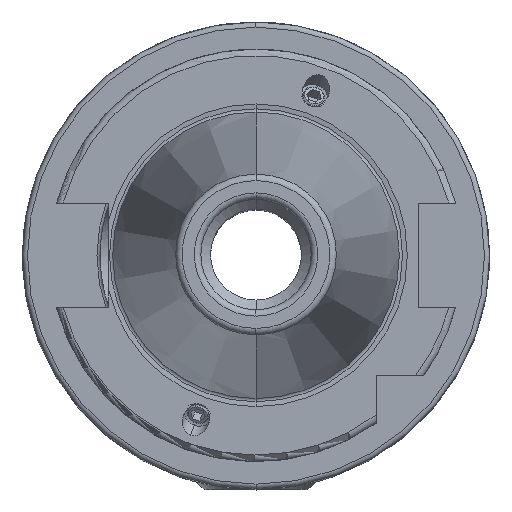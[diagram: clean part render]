
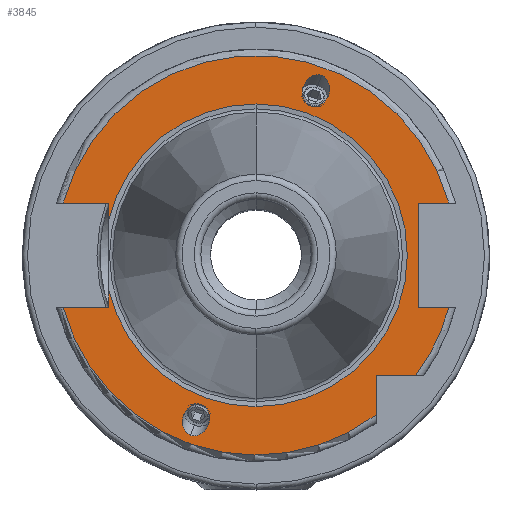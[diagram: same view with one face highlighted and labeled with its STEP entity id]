
A CAD part, top view. The second image highlights one B-rep face of the part: STEP entity #3845.
In plain terms, the highlighted planar face has unit normal (0, 0, 1).
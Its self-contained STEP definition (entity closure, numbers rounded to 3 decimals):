
#499=DIRECTION('',(1,0,0));
#500=VECTOR('',#499,7.004);
#501=CARTESIAN_POINT('',(-29.704,-8.05,18.1));
#502=LINE('',#501,#500);
#503=DIRECTION('',(0,1,0));
#504=VECTOR('',#503,2.753);
#505=CARTESIAN_POINT('',(-22.7,-8.05,18.1));
#506=LINE('',#505,#504);
#507=DIRECTION('',(0,1,0));
#508=VECTOR('',#507,2.753);
#509=CARTESIAN_POINT('',(-22.7,5.297,18.1));
#510=LINE('',#509,#508);
#511=DIRECTION('',(1,0,0));
#512=VECTOR('',#511,7.004);
#513=CARTESIAN_POINT('',(-29.704,8.05,18.1));
#514=LINE('',#513,#512);
#515=DIRECTION('',(-1,0,0));
#516=VECTOR('',#515,4.704);
#517=CARTESIAN_POINT('',(29.704,8.05,18.1));
#518=LINE('',#517,#516);
#519=DIRECTION('',(0,-1,0));
#520=VECTOR('',#519,16.1);
#521=CARTESIAN_POINT('',(25,8.05,18.1));
#522=LINE('',#521,#520);
#523=DIRECTION('',(-1,0,0));
#524=VECTOR('',#523,4.704);
#525=CARTESIAN_POINT('',(29.704,-8.05,18.1));
#526=LINE('',#525,#524);
#527=CARTESIAN_POINT('',(0,0,18.1));
#528=DIRECTION('',(0,0,1));
#529=DIRECTION('',(0.799,-0.601,0));
#530=AXIS2_PLACEMENT_3D('',#527,#528,#529);
#532=DIRECTION('',(-1,0,0));
#533=VECTOR('',#532,6.094);
#534=CARTESIAN_POINT('',(24.594,-18.5,18.1));
#535=LINE('',#534,#533);
#536=DIRECTION('',(0,1,0));
#537=VECTOR('',#536,6.094);
#538=CARTESIAN_POINT('',(18.5,-24.594,18.1));
#539=LINE('',#538,#537);
#540=CARTESIAN_POINT('',(10.09,27.723,18.1));
#541=CARTESIAN_POINT('',(9.863,27.806,18.1));
#542=CARTESIAN_POINT('',(9.337,27.884,18.1));
#543=CARTESIAN_POINT('',(8.455,27.594,18.1));
#544=CARTESIAN_POINT('',(7.834,27.033,18.1));
#545=CARTESIAN_POINT('',(7.483,26.49,18.1));
#546=CARTESIAN_POINT('',(7.298,26.077,18.1));
#547=CARTESIAN_POINT('',(7.174,25.641,18.1));
#548=CARTESIAN_POINT('',(7.094,25.,18.1));
#549=CARTESIAN_POINT('',(7.208,24.17,18.1));
#550=CARTESIAN_POINT('',(7.698,23.381,18.1));
#551=CARTESIAN_POINT('',(8.152,23.103,18.1));
#552=CARTESIAN_POINT('',(8.379,23.02,18.1));
#554=CARTESIAN_POINT('',(8.379,23.02,18.1));
#555=CARTESIAN_POINT('',(8.606,22.937,18.1));
#556=CARTESIAN_POINT('',(9.133,22.859,18.1));
#557=CARTESIAN_POINT('',(10.014,23.149,18.1));
#558=CARTESIAN_POINT('',(10.635,23.711,18.1));
#559=CARTESIAN_POINT('',(10.986,24.253,18.1));
#560=CARTESIAN_POINT('',(11.171,24.667,18.1));
#561=CARTESIAN_POINT('',(11.295,25.103,18.1));
#562=CARTESIAN_POINT('',(11.375,25.744,18.1));
#563=CARTESIAN_POINT('',(11.261,26.573,18.1));
#564=CARTESIAN_POINT('',(10.771,27.362,18.1));
#565=CARTESIAN_POINT('',(10.318,27.641,18.1));
#566=CARTESIAN_POINT('',(10.09,27.723,18.1));
#568=CARTESIAN_POINT('',(-10.09,-27.723,18.1));
#569=CARTESIAN_POINT('',(-10.318,-27.641,18.1));
#570=CARTESIAN_POINT('',(-10.771,-27.362,18.1));
#571=CARTESIAN_POINT('',(-11.261,-26.573,18.1));
#572=CARTESIAN_POINT('',(-11.375,-25.744,18.1));
#573=CARTESIAN_POINT('',(-11.295,-25.103,18.1));
#574=CARTESIAN_POINT('',(-11.171,-24.667,18.1));
#575=CARTESIAN_POINT('',(-10.986,-24.253,18.1));
#576=CARTESIAN_POINT('',(-10.635,-23.711,18.1));
#577=CARTESIAN_POINT('',(-10.014,-23.149,18.1));
#578=CARTESIAN_POINT('',(-9.133,-22.859,18.1));
#579=CARTESIAN_POINT('',(-8.606,-22.937,18.1));
#580=CARTESIAN_POINT('',(-8.379,-23.02,18.1));
#582=CARTESIAN_POINT('',(-8.379,-23.02,18.1));
#583=CARTESIAN_POINT('',(-8.152,-23.103,18.1));
#584=CARTESIAN_POINT('',(-7.698,-23.381,18.1));
#585=CARTESIAN_POINT('',(-7.208,-24.17,18.1));
#586=CARTESIAN_POINT('',(-7.094,-25.,18.1));
#587=CARTESIAN_POINT('',(-7.174,-25.641,18.1));
#588=CARTESIAN_POINT('',(-7.298,-26.077,18.1));
#589=CARTESIAN_POINT('',(-7.483,-26.49,18.1));
#590=CARTESIAN_POINT('',(-7.834,-27.033,18.1));
#591=CARTESIAN_POINT('',(-8.455,-27.594,18.1));
#592=CARTESIAN_POINT('',(-9.337,-27.884,18.1));
#593=CARTESIAN_POINT('',(-9.863,-27.806,18.1));
#594=CARTESIAN_POINT('',(-10.09,-27.723,18.1));
#604=CARTESIAN_POINT('',(0,0,18.1));
#605=DIRECTION('',(0,0,1));
#606=DIRECTION('',(0,1,0));
#607=AXIS2_PLACEMENT_3D('',#604,#605,#606);
#617=CARTESIAN_POINT('',(0,0,18.1));
#618=DIRECTION('',(0,0,1));
#619=DIRECTION('',(-0.974,-0.227,0));
#620=AXIS2_PLACEMENT_3D('',#617,#618,#619);
#622=CARTESIAN_POINT('',(0,0,18.1));
#623=DIRECTION('',(0,0,-1));
#624=DIRECTION('',(0,1,0));
#625=AXIS2_PLACEMENT_3D('',#622,#623,#624);
#1916=CARTESIAN_POINT('',(0,0,18.1));
#1917=DIRECTION('',(0,0,1));
#1918=DIRECTION('',(0.965,0.262,0));
#1919=AXIS2_PLACEMENT_3D('',#1916,#1917,#1918);
#1967=CARTESIAN_POINT('',(0,0,18.1));
#1968=DIRECTION('',(0,0,1));
#1969=DIRECTION('',(-0.965,-0.262,0));
#1970=AXIS2_PLACEMENT_3D('',#1967,#1968,#1969);
#2925=CARTESIAN_POINT('',(-29.704,-8.05,18.1));
#2926=CARTESIAN_POINT('',(-22.7,-8.05,18.1));
#2927=VERTEX_POINT('',#2925);
#2928=VERTEX_POINT('',#2926);
#2929=CARTESIAN_POINT('',(-22.7,-5.297,18.1));
#2930=VERTEX_POINT('',#2929);
#2931=CARTESIAN_POINT('',(-22.7,5.297,18.1));
#2932=CARTESIAN_POINT('',(-22.7,8.05,18.1));
#2933=VERTEX_POINT('',#2931);
#2934=VERTEX_POINT('',#2932);
#2935=CARTESIAN_POINT('',(-29.704,8.05,18.1));
#2936=VERTEX_POINT('',#2935);
#2937=CARTESIAN_POINT('',(25,8.05,18.1));
#2938=CARTESIAN_POINT('',(25,-8.05,18.1));
#2939=VERTEX_POINT('',#2937);
#2940=VERTEX_POINT('',#2938);
#2941=CARTESIAN_POINT('',(29.704,-8.05,18.1));
#2942=VERTEX_POINT('',#2941);
#2943=CARTESIAN_POINT('',(29.704,8.05,18.1));
#2944=VERTEX_POINT('',#2943);
#2945=CARTESIAN_POINT('',(18.5,-24.594,18.1));
#2946=CARTESIAN_POINT('',(18.5,-18.5,18.1));
#2947=VERTEX_POINT('',#2945);
#2948=VERTEX_POINT('',#2946);
#2949=CARTESIAN_POINT('',(24.594,-18.5,18.1));
#2950=VERTEX_POINT('',#2949);
#2997=VERTEX_POINT('',#540);
#2998=VERTEX_POINT('',#552);
#3042=CARTESIAN_POINT('',(-10.09,-27.723,18.1));
#3044=VERTEX_POINT('',#3042);
#3045=CARTESIAN_POINT('',(-8.379,-23.02,18.1));
#3046=VERTEX_POINT('',#3045);
#3087=CARTESIAN_POINT('',(0,23.31,18.1));
#3088=VERTEX_POINT('',#3087);
#3089=CARTESIAN_POINT('',(0,-23.31,18.1));
#3090=VERTEX_POINT('',#3089);
#3803=CARTESIAN_POINT('',(0,0,18.1));
#3804=DIRECTION('',(0,0,-1));
#3805=DIRECTION('',(0,-1,0));
#3806=AXIS2_PLACEMENT_3D('',#3803,#3804,#3805);
#3807=PLANE('',#3806);
#3808=ORIENTED_EDGE('',*,*,#3772,.T.);
#3809=ORIENTED_EDGE('',*,*,#3498,.T.);
#3811=ORIENTED_EDGE('',*,*,#3810,.T.);
#3813=ORIENTED_EDGE('',*,*,#3812,.F.);
#3815=ORIENTED_EDGE('',*,*,#3814,.T.);
#3816=ORIENTED_EDGE('',*,*,#3494,.T.);
#3817=ORIENTED_EDGE('',*,*,#3556,.F.);
#3819=ORIENTED_EDGE('',*,*,#3818,.F.);
#3821=ORIENTED_EDGE('',*,*,#3820,.T.);
#3823=ORIENTED_EDGE('',*,*,#3822,.T.);
#3824=ORIENTED_EDGE('',*,*,#3400,.F.);
#3826=ORIENTED_EDGE('',*,*,#3825,.F.);
#3827=ORIENTED_EDGE('',*,*,#3609,.T.);
#3828=ORIENTED_EDGE('',*,*,#3676,.F.);
#3830=ORIENTED_EDGE('',*,*,#3829,.F.);
#3831=EDGE_LOOP('',(#3808,#3809,#3811,#3813,#3815,#3816,#3817,#3819,#3821,#3823,
#3824,#3826,#3827,#3828,#3830));
#3832=FACE_OUTER_BOUND('',#3831,.F.);
#3834=ORIENTED_EDGE('',*,*,#3833,.T.);
#3836=ORIENTED_EDGE('',*,*,#3835,.T.);
#3837=EDGE_LOOP('',(#3834,#3836));
#3838=FACE_BOUND('',#3837,.F.);
#3840=ORIENTED_EDGE('',*,*,#3839,.F.);
#3842=ORIENTED_EDGE('',*,*,#3841,.F.);
#3843=EDGE_LOOP('',(#3840,#3842));
#3844=FACE_BOUND('',#3843,.F.);
#3845=ADVANCED_FACE('',(#3832,#3838,#3844),#3807,.F.);
#531=CIRCLE('',#530,30.775);
#553=B_SPLINE_CURVE_WITH_KNOTS('',3,(#540,#541,#542,#543,#544,#545,#546,#547,
#548,#549,#550,#551,#552),.UNSPECIFIED.,.F.,.F.,(4,1,1,1,1,1,1,1,1,1,4),(0,
0.125,0.25,0.375,0.438,0.5,0.563,0.625,0.75,0.875,1),
.UNSPECIFIED.);
#567=B_SPLINE_CURVE_WITH_KNOTS('',3,(#554,#555,#556,#557,#558,#559,#560,#561,
#562,#563,#564,#565,#566),.UNSPECIFIED.,.F.,.F.,(4,1,1,1,1,1,1,1,1,1,4),(0,
0.125,0.25,0.375,0.438,0.5,0.563,0.625,0.75,0.875,1),
.UNSPECIFIED.);
#581=B_SPLINE_CURVE_WITH_KNOTS('',3,(#568,#569,#570,#571,#572,#573,#574,#575,
#576,#577,#578,#579,#580),.UNSPECIFIED.,.F.,.F.,(4,1,1,1,1,1,1,1,1,1,4),(0,
0.125,0.25,0.375,0.438,0.5,0.563,0.625,0.75,0.875,1),
.UNSPECIFIED.);
#595=B_SPLINE_CURVE_WITH_KNOTS('',3,(#582,#583,#584,#585,#586,#587,#588,#589,
#590,#591,#592,#593,#594),.UNSPECIFIED.,.F.,.F.,(4,1,1,1,1,1,1,1,1,1,4),(0,
0.125,0.25,0.375,0.438,0.5,0.563,0.625,0.75,0.875,1),
.UNSPECIFIED.);
#608=CIRCLE('',#607,23.31);
#621=CIRCLE('',#620,23.31);
#626=CIRCLE('',#625,23.31);
#1920=CIRCLE('',#1919,30.775);
#1971=CIRCLE('',#1970,30.775);
#3400=EDGE_CURVE('',#2942,#2940,#526,.T.);
#3494=EDGE_CURVE('',#2933,#2934,#510,.T.);
#3498=EDGE_CURVE('',#2928,#2930,#506,.T.);
#3556=EDGE_CURVE('',#2936,#2934,#514,.T.);
#3609=EDGE_CURVE('',#2950,#2948,#535,.T.);
#3676=EDGE_CURVE('',#2947,#2948,#539,.T.);
#3772=EDGE_CURVE('',#2927,#2928,#502,.T.);
#3810=EDGE_CURVE('',#2930,#3090,#621,.T.);
#3812=EDGE_CURVE('',#3088,#3090,#626,.T.);
#3814=EDGE_CURVE('',#3088,#2933,#608,.T.);
#3818=EDGE_CURVE('',#2944,#2936,#1920,.T.);
#3820=EDGE_CURVE('',#2944,#2939,#518,.T.);
#3822=EDGE_CURVE('',#2939,#2940,#522,.T.);
#3825=EDGE_CURVE('',#2950,#2942,#531,.T.);
#3829=EDGE_CURVE('',#2927,#2947,#1971,.T.);
#3833=EDGE_CURVE('',#2997,#2998,#553,.T.);
#3835=EDGE_CURVE('',#2998,#2997,#567,.T.);
#3839=EDGE_CURVE('',#3044,#3046,#581,.T.);
#3841=EDGE_CURVE('',#3046,#3044,#595,.T.);
